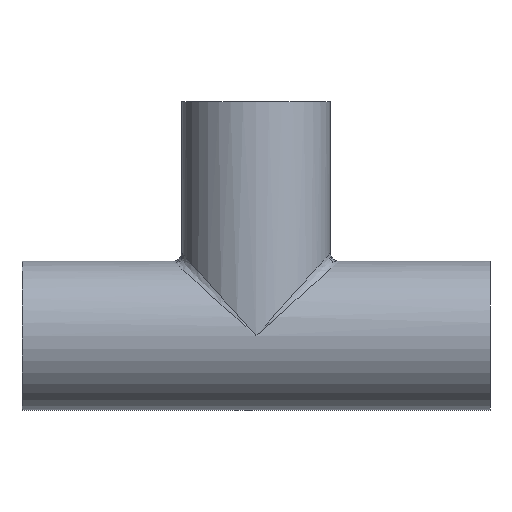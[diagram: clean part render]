
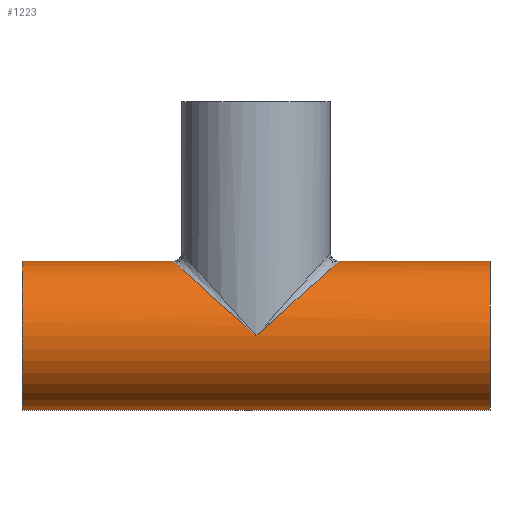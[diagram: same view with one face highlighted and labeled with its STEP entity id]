
A CAD part, front view. The second image highlights one B-rep face of the part: STEP entity #1223.
In plain terms, the highlighted cylindrical face has radius 17.5 mm (diameter 35 mm), a full revolution.
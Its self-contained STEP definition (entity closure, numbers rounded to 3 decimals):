
#929=CARTESIAN_POINT('',(0.0,17.5,0.0));
#930=VERTEX_POINT('',#929);
#931=CARTESIAN_POINT('',(0.0,-17.5,0.0));
#932=VERTEX_POINT('',#931);
#933=CARTESIAN_POINT('',(0.0,0.0,0.0));
#934=DIRECTION('',(0.668,0.0,0.744));
#935=DIRECTION('',(-0.744,0.0,0.668));
#936=AXIS2_PLACEMENT_3D('',#933,#934,#935);
#937=ELLIPSE('',#936,26.201,17.5);
#938=EDGE_CURVE('',#930,#932,#937,.T.);
#1121=CARTESIAN_POINT('',(0.0,0.0,0.0));
#1122=DIRECTION('',(-0.668,0.0,0.744));
#1123=DIRECTION('',(0.744,0.0,0.668));
#1124=AXIS2_PLACEMENT_3D('',#1121,#1122,#1123);
#1125=ELLIPSE('',#1124,26.201,17.5);
#1126=EDGE_CURVE('',#932,#930,#1125,.T.);
#1192=CARTESIAN_POINT('',(0.0,0.0,0.0));
#1193=DIRECTION('',(-1.0,0.0,0.0));
#1194=DIRECTION('',(0.0,-1.0,0.0));
#1195=AXIS2_PLACEMENT_3D('',#1192,#1193,#1194);
#1196=CYLINDRICAL_SURFACE('',#1195,17.5);
#1197=CARTESIAN_POINT('',(-55.0,-17.5,0.0));
#1198=VERTEX_POINT('',#1197);
#1199=CARTESIAN_POINT('',(-55.0,0.0,0.0));
#1200=DIRECTION('',(-1.0,0.0,0.0));
#1201=DIRECTION('',(0.0,-1.0,0.0));
#1202=AXIS2_PLACEMENT_3D('',#1199,#1200,#1201);
#1203=CIRCLE('',#1202,17.5);
#1204=EDGE_CURVE('',#1198,#1198,#1203,.T.);
#1205=ORIENTED_EDGE('',*,*,#1204,.F.);
#1206=EDGE_LOOP('',(#1205));
#1207=FACE_OUTER_BOUND('',#1206,.T.);
#1208=ORIENTED_EDGE('',*,*,#938,.F.);
#1209=ORIENTED_EDGE('',*,*,#1126,.F.);
#1210=EDGE_LOOP('',(#1208,#1209));
#1211=FACE_BOUND('',#1210,.T.);
#1212=CARTESIAN_POINT('',(55.0,-17.5,0.0));
#1213=VERTEX_POINT('',#1212);
#1214=CARTESIAN_POINT('',(55.,0.0,0.0));
#1215=DIRECTION('',(-1.0,0.0,0.0));
#1216=DIRECTION('',(0.0,-1.0,0.0));
#1217=AXIS2_PLACEMENT_3D('',#1214,#1215,#1216);
#1218=CIRCLE('',#1217,17.5);
#1219=EDGE_CURVE('',#1213,#1213,#1218,.T.);
#1220=ORIENTED_EDGE('',*,*,#1219,.T.);
#1221=EDGE_LOOP('',(#1220));
#1222=FACE_BOUND('',#1221,.T.);
#1223=ADVANCED_FACE('',(#1207,#1211,#1222),#1196,.T.);
